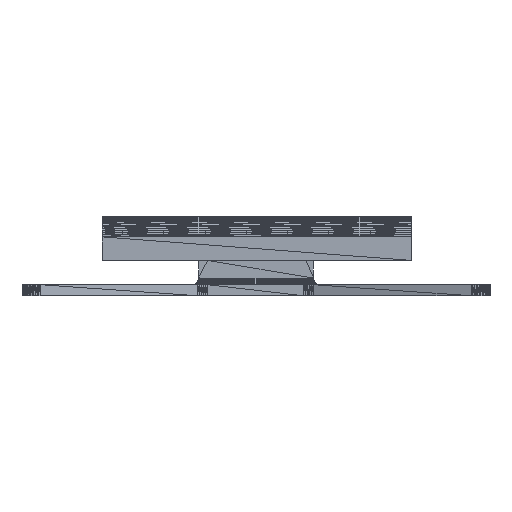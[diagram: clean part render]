
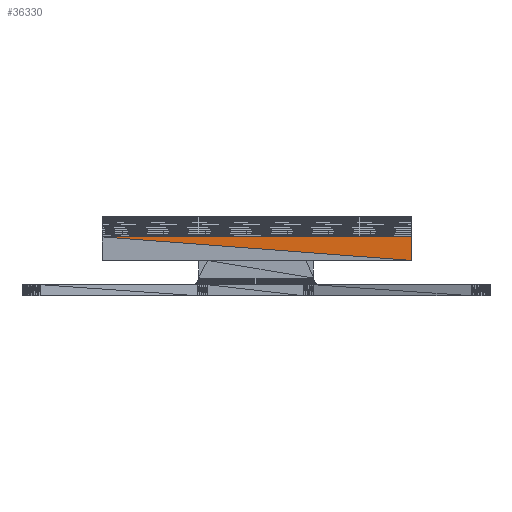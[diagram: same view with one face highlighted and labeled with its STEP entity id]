
A CAD part, front view. The second image highlights one B-rep face of the part: STEP entity #36330.
In plain terms, the highlighted planar face has unit normal (0, -1, 0).
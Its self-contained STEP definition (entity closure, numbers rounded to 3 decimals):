
#1360=FACE_OUTER_BOUND('',#4540,.T.);
#4540=EDGE_LOOP('',(#26300,#26301,#26302));
#8559=LINE('',#56847,#13329);
#8562=LINE('',#56853,#13332);
#8563=LINE('',#56854,#13333);
#13329=VECTOR('',#46223,10.);
#13332=VECTOR('',#46228,10.);
#13333=VECTOR('',#46229,10.);
#16751=VERTEX_POINT('',#56845);
#16752=VERTEX_POINT('',#56846);
#16754=VERTEX_POINT('',#56852);
#19679=EDGE_CURVE('',#16751,#16752,#8559,.T.);
#19682=EDGE_CURVE('',#16751,#16754,#8562,.T.);
#19683=EDGE_CURVE('',#16752,#16754,#8563,.T.);
#26300=ORIENTED_EDGE('',*,*,#19682,.F.);
#26301=ORIENTED_EDGE('',*,*,#19679,.T.);
#26302=ORIENTED_EDGE('',*,*,#19683,.T.);
#33150=PLANE('',#39512);
#36330=ADVANCED_FACE('',(#1360),#33150,.T.);
#39512=AXIS2_PLACEMENT_3D('',#56851,#46226,#46227);
#46223=DIRECTION('',(0.997,0.,-0.076));
#46226=DIRECTION('center_axis',(0.,-1.,0.));
#46227=DIRECTION('ref_axis',(0.,0.,-1.));
#46228=DIRECTION('',(1.,0.,0.));
#46229=DIRECTION('',(0.,0.,1.));
#56845=CARTESIAN_POINT('',(25.177,4.702,-11.673));
#56846=CARTESIAN_POINT('',(95.177,4.702,-17.));
#56847=CARTESIAN_POINT('',(25.177,4.702,-11.673));
#56851=CARTESIAN_POINT('Origin',(95.177,4.702,-17.));
#56852=CARTESIAN_POINT('',(95.177,4.702,-11.673));
#56853=CARTESIAN_POINT('',(25.177,4.702,-11.673));
#56854=CARTESIAN_POINT('',(95.177,4.702,-17.));
